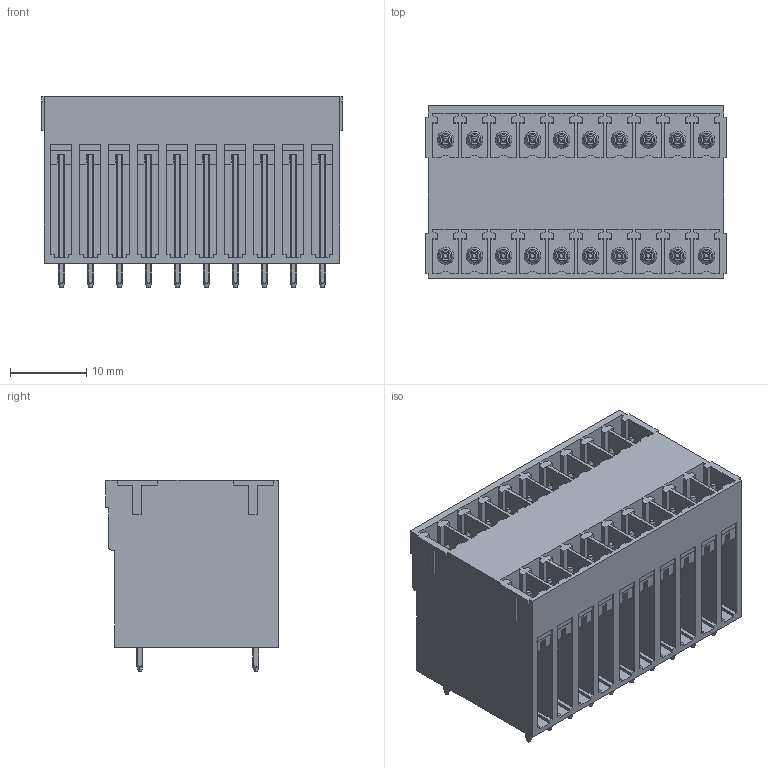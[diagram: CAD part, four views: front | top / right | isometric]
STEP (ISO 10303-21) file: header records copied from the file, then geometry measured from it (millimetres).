
FILE_DESCRIPTION(('CATIA V5 STEP Exchange','CAx-IF Rec.Pracs.--- Model Styling and Organization---1.4--- 2014-01-23'),'2;1');
FILE_NAME ('D1486157_0', '2021-05-18T12:44:45+00:00', ('none'), ('Weidmueller'), 'CATIA Version 5-6 Release 2016 SP3 HF44', 'CATIA V5 STEP AP214', 'none');
FILE_SCHEMA(('AUTOMOTIVE_DESIGN { 1 0 10303 214 1 1 1 1 }'));
Length unit declared in the file: millimetre
Products named in the file (1): 1030360000
Bounding box: 39.49 x 22.7 x 25.1 mm (x, y, z)
Volume: 15170.4 mm3; surface area: 10353.5 mm2
Topology: 21 solids, 21 shells, 1154 faces, 3146 edges, 2084 vertices
Faces by surface type: plane 772, cylinder 222, cone 120, torus 40
Entity records: 37325 total; most frequent: CARTESIAN_POINT 9350, ORIENTED_EDGE 6292, DIRECTION 4181, EDGE_CURVE 3146, VECTOR 2222, LINE 2222, VERTEX_POINT 2084, EDGE_LOOP 1264
